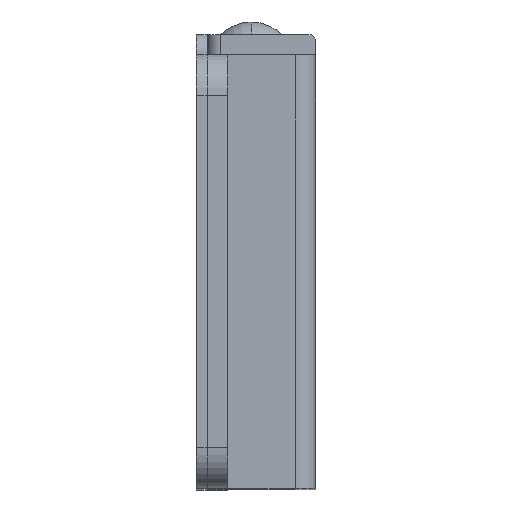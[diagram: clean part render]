
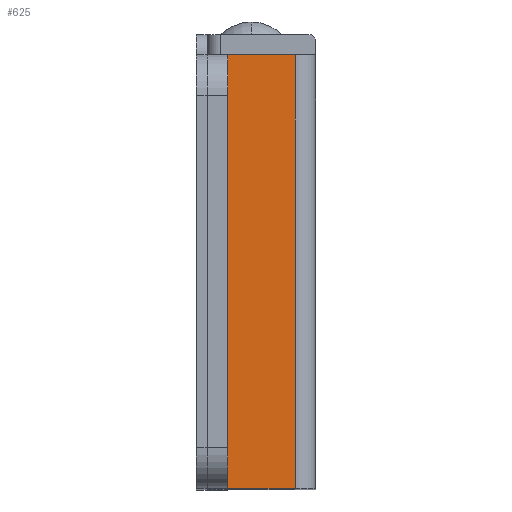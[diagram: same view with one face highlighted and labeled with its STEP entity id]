
A CAD part, top view. The second image highlights one B-rep face of the part: STEP entity #625.
In plain terms, the highlighted face is planar.
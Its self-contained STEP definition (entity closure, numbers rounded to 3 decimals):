
#401 = AXIS2_PLACEMENT_3D ( 'NONE', #3323, #3324, #3325 ) ;
#425 = FACE_OUTER_BOUND ( 'NONE', #1232, .T. ) ;
#625 = ADVANCED_FACE ( 'NONE', ( #425 ), #3322, .F. ) ;
#684 = VECTOR ( 'NONE', #2016, 1000. ) ;
#687 = VECTOR ( 'NONE', #1965, 1000. ) ;
#736 = VECTOR ( 'NONE', #2036, 1000. ) ;
#1232 = EDGE_LOOP ( 'NONE', ( #2749, #2750, #2777, #2767 ) ) ;
#1313 = VERTEX_POINT ( 'NONE', #3475 ) ;
#1781 = CARTESIAN_POINT ( 'NONE',  ( -24.5, -6.5, 16. ) ) ;
#1812 = CARTESIAN_POINT ( 'NONE',  ( -24.5, -6.5, -16. ) ) ;
#1850 = CARTESIAN_POINT ( 'NONE',  ( -24.5, -1.5, 16. ) ) ;
#1888 = LINE ( 'NONE', #1889, #3842 ) ;
#1889 = CARTESIAN_POINT ( 'NONE',  ( -24.5, -1.5, 16. ) ) ;
#1890 = DIRECTION ( 'NONE',  ( 0., -1., 0. ) ) ;
#1963 = LINE ( 'NONE', #1964, #687 ) ;
#1964 = CARTESIAN_POINT ( 'NONE',  ( -24.5, -1.5, 16. ) ) ;
#1965 = DIRECTION ( 'NONE',  ( 0., 0., -1. ) ) ;
#2014 = LINE ( 'NONE', #2015, #684 ) ;
#2015 = CARTESIAN_POINT ( 'NONE',  ( -24.5, -6.5, 16. ) ) ;
#2016 = DIRECTION ( 'NONE',  ( 0., 0., -1. ) ) ;
#2034 = LINE ( 'NONE', #2035, #736 ) ;
#2035 = CARTESIAN_POINT ( 'NONE',  ( -24.5, -1.5, -16. ) ) ;
#2036 = DIRECTION ( 'NONE',  ( 0., -1., 0. ) ) ;
#2428 = VERTEX_POINT ( 'NONE', #1781 ) ;
#2459 = VERTEX_POINT ( 'NONE', #1812 ) ;
#2497 = VERTEX_POINT ( 'NONE', #1850 ) ;
#2749 = ORIENTED_EDGE ( 'NONE', *, *, #3834, .T. ) ;
#2750 = ORIENTED_EDGE ( 'NONE', *, *, #3804, .F. ) ;
#2767 = ORIENTED_EDGE ( 'NONE', *, *, #3748, .T. ) ;
#2777 = ORIENTED_EDGE ( 'NONE', *, *, #3611, .F. ) ;
#3322 = PLANE ( 'NONE',  #401 ) ;
#3323 = CARTESIAN_POINT ( 'NONE',  ( -24.5, -1.5, 16. ) ) ;
#3324 = DIRECTION ( 'NONE',  ( 1., 0., 0. ) ) ;
#3325 = DIRECTION ( 'NONE',  ( 0., 1., 0. ) ) ;
#3475 = CARTESIAN_POINT ( 'NONE',  ( -24.5, -1.5, -16. ) ) ;
#3611 = EDGE_CURVE ( 'NONE', #2497, #2428, #1888, .T. ) ;
#3748 = EDGE_CURVE ( 'NONE', #2497, #1313, #1963, .T. ) ;
#3804 = EDGE_CURVE ( 'NONE', #2428, #2459, #2014, .T. ) ;
#3834 = EDGE_CURVE ( 'NONE', #1313, #2459, #2034, .T. ) ;
#3842 = VECTOR ( 'NONE', #1890, 1000. ) ;
